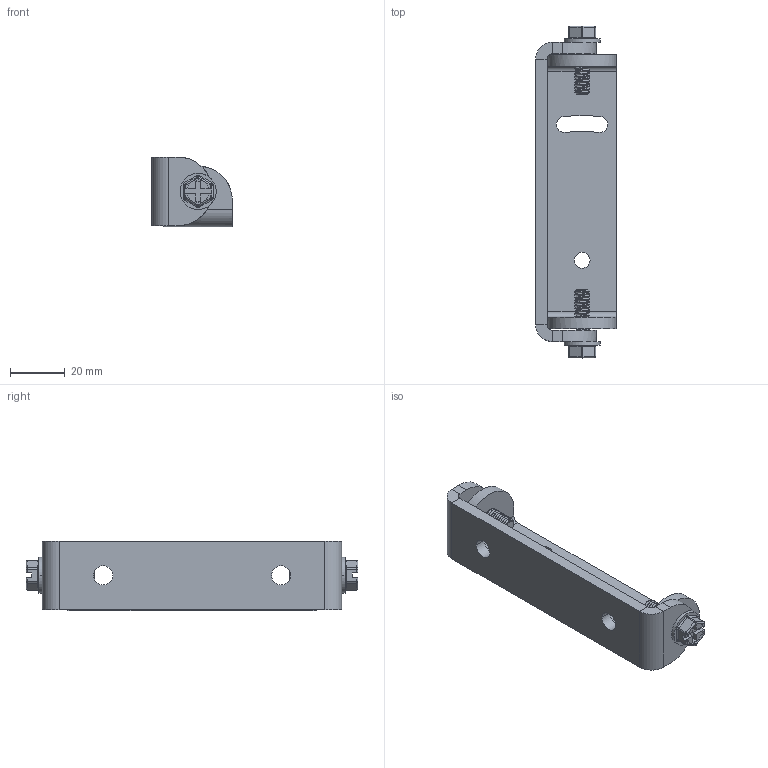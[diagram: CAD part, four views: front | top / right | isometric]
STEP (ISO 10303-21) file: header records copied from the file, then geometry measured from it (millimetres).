
FILE_DESCRIPTION((''),'2;1');
FILE_NAME('156640_SW','2011-04-06T',('banengservice'),('BANNER ENGINEERING'),'PRO/ENGINEER BY PARAMETRIC TECHNOLOGY CORPORATION, 2009141','PRO/ENGINEER BY PARAMETRIC TECHNOLOGY CORPORATION, 2009141','');
FILE_SCHEMA(('CONFIG_CONTROL_DESIGN'));
Length unit declared in the file: inch
Products named in the file (1): 156640_SW
Bounding box: 29.48 x 121.29 x 25.48 mm (x, y, z)
Volume: 27951.8 mm3; surface area: 17114.7 mm2
Topology: 1 solids, 1 shells, 276 faces, 702 edges, 434 vertices
Faces by surface type: cylinder 128, plane 84, bspline 48, torus 12, cone 4
Entity records: 17284 total; most frequent: CARTESIAN_POINT 10918, ORIENTED_EDGE 1404, DIRECTION 1184, EDGE_CURVE 702, VERTEX_POINT 434, AXIS2_PLACEMENT_3D 424, VECTOR 336, LINE 336
